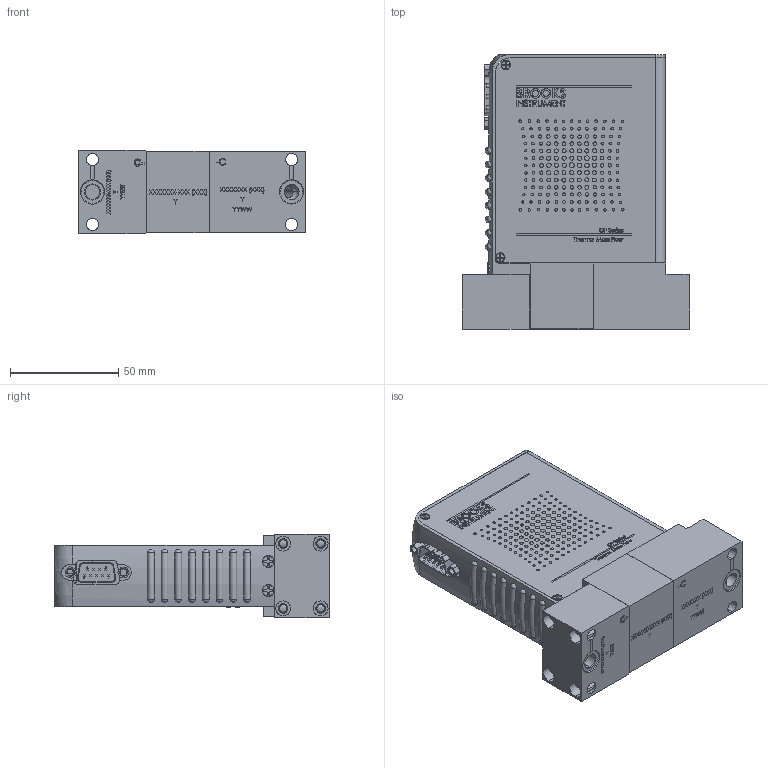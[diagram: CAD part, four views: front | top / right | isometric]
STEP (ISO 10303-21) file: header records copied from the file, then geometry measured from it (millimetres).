
FILE_DESCRIPTION (( 'STEP AP203' ), '1' );
FILE_NAME ('GF100-GF120-GF125-AS-SX.STEP', '2017-11-14T16:22:58', ( 'mrutkowski' ), ( 'Hewlett-Packard Company' ), 'SwSTEP 2.0', 'SolidWorks 2017', '' );
FILE_SCHEMA (( 'CONFIG_CONTROL_DESIGN' ));
Products named in the file (1): GF100-GF120-GF125-AS-SX
Bounding box: 104.95 x 127 x 38.73 mm (x, y, z)
Surface area: 56074 mm2 (no closed solid volume)
Topology: 0 solids, 367 shells, 1313 faces, 6286 edges, 5333 vertices
Faces by surface type: plane 885, cylinder 265, bspline 110, torus 29, cone 18, sphere 6
Entity records: 80159 total; most frequent: CARTESIAN_POINT 31522, DIRECTION 9319, ORIENTED_EDGE 8209, EDGE_CURVE 6274, VERTEX_POINT 5327, LINE 3457, VECTOR 3457, AXIS2_PLACEMENT_3D 2931
